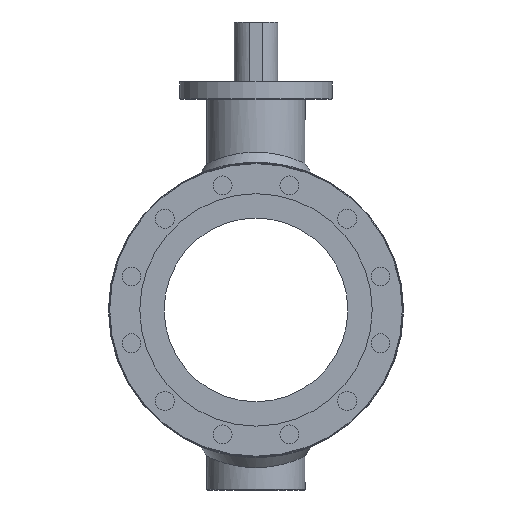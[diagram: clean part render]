
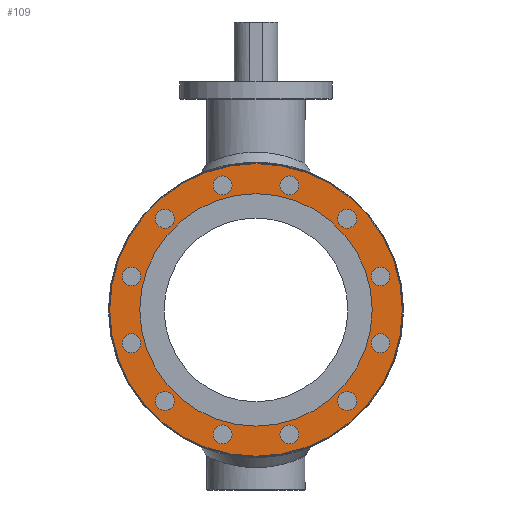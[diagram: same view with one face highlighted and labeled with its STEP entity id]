
A CAD part, left-side view. The second image highlights one B-rep face of the part: STEP entity #109.
In plain terms, the highlighted planar face has unit normal (-1, 0, 0).
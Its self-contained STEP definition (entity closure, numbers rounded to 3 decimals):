
#109 = ADVANCED_FACE( '', ( #300, #301, #302, #303, #304, #305, #306, #307, #308, #309, #310, #311, #312, #313 ), #314, .F. );
#300 = FACE_BOUND( '', #669, .T. );
#301 = FACE_BOUND( '', #670, .T. );
#302 = FACE_BOUND( '', #671, .T. );
#303 = FACE_BOUND( '', #672, .T. );
#304 = FACE_BOUND( '', #673, .T. );
#305 = FACE_BOUND( '', #674, .T. );
#306 = FACE_BOUND( '', #675, .T. );
#307 = FACE_BOUND( '', #676, .T. );
#308 = FACE_BOUND( '', #677, .T. );
#309 = FACE_BOUND( '', #678, .T. );
#310 = FACE_BOUND( '', #679, .T. );
#311 = FACE_BOUND( '', #680, .T. );
#312 = FACE_OUTER_BOUND( '', #681, .T. );
#313 = FACE_BOUND( '', #682, .T. );
#314 = PLANE( '', #683 );
#669 = EDGE_LOOP( '', ( #1319 ) );
#670 = EDGE_LOOP( '', ( #1320 ) );
#671 = EDGE_LOOP( '', ( #1321 ) );
#672 = EDGE_LOOP( '', ( #1322 ) );
#673 = EDGE_LOOP( '', ( #1323 ) );
#674 = EDGE_LOOP( '', ( #1324 ) );
#675 = EDGE_LOOP( '', ( #1325 ) );
#676 = EDGE_LOOP( '', ( #1326 ) );
#677 = EDGE_LOOP( '', ( #1327 ) );
#678 = EDGE_LOOP( '', ( #1328 ) );
#679 = EDGE_LOOP( '', ( #1329 ) );
#680 = EDGE_LOOP( '', ( #1330 ) );
#681 = EDGE_LOOP( '', ( #1331 ) );
#682 = EDGE_LOOP( '', ( #1332 ) );
#683 = AXIS2_PLACEMENT_3D( '', #1333, #1334, #1335 );
#1319 = ORIENTED_EDGE( '', *, *, #1872, .T. );
#1320 = ORIENTED_EDGE( '', *, *, #1873, .T. );
#1321 = ORIENTED_EDGE( '', *, *, #1874, .T. );
#1322 = ORIENTED_EDGE( '', *, *, #1875, .T. );
#1323 = ORIENTED_EDGE( '', *, *, #1876, .T. );
#1324 = ORIENTED_EDGE( '', *, *, #1877, .T. );
#1325 = ORIENTED_EDGE( '', *, *, #1878, .T. );
#1326 = ORIENTED_EDGE( '', *, *, #1879, .T. );
#1327 = ORIENTED_EDGE( '', *, *, #1880, .T. );
#1328 = ORIENTED_EDGE( '', *, *, #1881, .T. );
#1329 = ORIENTED_EDGE( '', *, *, #1882, .T. );
#1330 = ORIENTED_EDGE( '', *, *, #1883, .T. );
#1331 = ORIENTED_EDGE( '', *, *, #1884, .T. );
#1332 = ORIENTED_EDGE( '', *, *, #1885, .F. );
#1333 = CARTESIAN_POINT( '', ( -263.5, 0., 202.5 ) );
#1334 = DIRECTION( '', ( 1., 0., 0. ) );
#1335 = DIRECTION( '', ( 0., 0., -1. ) );
#1872 = EDGE_CURVE( '', #2096, #2096, #2097, .T. );
#1873 = EDGE_CURVE( '', #2098, #2098, #2099, .T. );
#1874 = EDGE_CURVE( '', #2100, #2100, #2101, .T. );
#1875 = EDGE_CURVE( '', #2102, #2102, #2103, .T. );
#1876 = EDGE_CURVE( '', #2104, #2104, #2105, .T. );
#1877 = EDGE_CURVE( '', #2106, #2106, #2107, .T. );
#1878 = EDGE_CURVE( '', #2108, #2108, #2109, .T. );
#1879 = EDGE_CURVE( '', #2110, #2110, #2111, .T. );
#1880 = EDGE_CURVE( '', #2112, #2112, #2113, .T. );
#1881 = EDGE_CURVE( '', #2114, #2114, #2115, .T. );
#1882 = EDGE_CURVE( '', #2116, #2116, #2117, .T. );
#1883 = EDGE_CURVE( '', #2118, #2118, #2119, .T. );
#1884 = EDGE_CURVE( '', #2120, #2120, #2121, .F. );
#1885 = EDGE_CURVE( '', #2122, #2122, #2123, .T. );
#2096 = VERTEX_POINT( '', #2423 );
#2097 = CIRCLE( '', #2424, 13. );
#2098 = VERTEX_POINT( '', #2425 );
#2099 = CIRCLE( '', #2426, 13. );
#2100 = VERTEX_POINT( '', #2427 );
#2101 = CIRCLE( '', #2428, 13. );
#2102 = VERTEX_POINT( '', #2429 );
#2103 = CIRCLE( '', #2430, 13. );
#2104 = VERTEX_POINT( '', #2431 );
#2105 = CIRCLE( '', #2432, 13. );
#2106 = VERTEX_POINT( '', #2433 );
#2107 = CIRCLE( '', #2434, 13. );
#2108 = VERTEX_POINT( '', #2435 );
#2109 = CIRCLE( '', #2436, 13. );
#2110 = VERTEX_POINT( '', #2437 );
#2111 = CIRCLE( '', #2438, 13. );
#2112 = VERTEX_POINT( '', #2439 );
#2113 = CIRCLE( '', #2440, 13. );
#2114 = VERTEX_POINT( '', #2441 );
#2115 = CIRCLE( '', #2442, 13. );
#2116 = VERTEX_POINT( '', #2443 );
#2117 = CIRCLE( '', #2444, 13. );
#2118 = VERTEX_POINT( '', #2445 );
#2119 = CIRCLE( '', #2446, 13. );
#2120 = VERTEX_POINT( '', #2447 );
#2121 = CIRCLE( '', #2448, 201.5 );
#2122 = VERTEX_POINT( '', #2449 );
#2123 = CIRCLE( '', #2450, 160. );
#2423 = CARTESIAN_POINT( '', ( -263.5, 39.44, 160.194 ) );
#2424 = AXIS2_PLACEMENT_3D( '', #3061, #3062, #3063 );
#2425 = CARTESIAN_POINT( '', ( -263.5, 114.253, 119.011 ) );
#2426 = AXIS2_PLACEMENT_3D( '', #3064, #3065, #3066 );
#2427 = CARTESIAN_POINT( '', ( -263.5, 158.452, 45.94 ) );
#2428 = AXIS2_PLACEMENT_3D( '', #3067, #3068, #3069 );
#2429 = CARTESIAN_POINT( '', ( -263.5, 160.194, -39.44 ) );
#2430 = AXIS2_PLACEMENT_3D( '', #3070, #3071, #3072 );
#2431 = CARTESIAN_POINT( '', ( -263.5, 119.011, -114.253 ) );
#2432 = AXIS2_PLACEMENT_3D( '', #3073, #3074, #3075 );
#2433 = CARTESIAN_POINT( '', ( -263.5, 45.94, -158.452 ) );
#2434 = AXIS2_PLACEMENT_3D( '', #3076, #3077, #3078 );
#2435 = CARTESIAN_POINT( '', ( -263.5, -39.44, -160.194 ) );
#2436 = AXIS2_PLACEMENT_3D( '', #3079, #3080, #3081 );
#2437 = CARTESIAN_POINT( '', ( -263.5, -114.253, -119.011 ) );
#2438 = AXIS2_PLACEMENT_3D( '', #3082, #3083, #3084 );
#2439 = CARTESIAN_POINT( '', ( -263.5, -158.452, -45.94 ) );
#2440 = AXIS2_PLACEMENT_3D( '', #3085, #3086, #3087 );
#2441 = CARTESIAN_POINT( '', ( -263.5, -160.194, 39.44 ) );
#2442 = AXIS2_PLACEMENT_3D( '', #3088, #3089, #3090 );
#2443 = CARTESIAN_POINT( '', ( -263.5, -119.011, 114.253 ) );
#2444 = AXIS2_PLACEMENT_3D( '', #3091, #3092, #3093 );
#2445 = CARTESIAN_POINT( '', ( -263.5, -45.94, 158.452 ) );
#2446 = AXIS2_PLACEMENT_3D( '', #3094, #3095, #3096 );
#2447 = CARTESIAN_POINT( '', ( -263.5, 0., -201.5 ) );
#2448 = AXIS2_PLACEMENT_3D( '', #3097, #3098, #3099 );
#2449 = CARTESIAN_POINT( '', ( -263.5, 0., 160. ) );
#2450 = AXIS2_PLACEMENT_3D( '', #3100, #3101, #3102 );
#3061 = CARTESIAN_POINT( '', ( -263.5, 45.94, 171.452 ) );
#3062 = DIRECTION( '', ( 1., 0., 0. ) );
#3063 = DIRECTION( '', ( 0., -0.5, -0.866 ) );
#3064 = CARTESIAN_POINT( '', ( -263.5, 125.511, 125.511 ) );
#3065 = DIRECTION( '', ( 1., 0., 0. ) );
#3066 = DIRECTION( '', ( 0., -0.866, -0.5 ) );
#3067 = CARTESIAN_POINT( '', ( -263.5, 171.452, 45.94 ) );
#3068 = DIRECTION( '', ( 1., 0., 0. ) );
#3069 = DIRECTION( '', ( 0., -1., 0. ) );
#3070 = CARTESIAN_POINT( '', ( -263.5, 171.452, -45.94 ) );
#3071 = DIRECTION( '', ( 1., 0., 0. ) );
#3072 = DIRECTION( '', ( 0., -0.866, 0.5 ) );
#3073 = CARTESIAN_POINT( '', ( -263.5, 125.511, -125.511 ) );
#3074 = DIRECTION( '', ( 1., 0., 0. ) );
#3075 = DIRECTION( '', ( 0., -0.5, 0.866 ) );
#3076 = CARTESIAN_POINT( '', ( -263.5, 45.94, -171.452 ) );
#3077 = DIRECTION( '', ( 1., 0., 0. ) );
#3078 = DIRECTION( '', ( 0., 0., 1. ) );
#3079 = CARTESIAN_POINT( '', ( -263.5, -45.94, -171.452 ) );
#3080 = DIRECTION( '', ( 1., 0., 0. ) );
#3081 = DIRECTION( '', ( 0., 0.5, 0.866 ) );
#3082 = CARTESIAN_POINT( '', ( -263.5, -125.511, -125.511 ) );
#3083 = DIRECTION( '', ( 1., 0., 0. ) );
#3084 = DIRECTION( '', ( 0., 0.866, 0.5 ) );
#3085 = CARTESIAN_POINT( '', ( -263.5, -171.452, -45.94 ) );
#3086 = DIRECTION( '', ( 1., 0., 0. ) );
#3087 = DIRECTION( '', ( 0., 1., 0. ) );
#3088 = CARTESIAN_POINT( '', ( -263.5, -171.452, 45.94 ) );
#3089 = DIRECTION( '', ( 1., 0., 0. ) );
#3090 = DIRECTION( '', ( 0., 0.866, -0.5 ) );
#3091 = CARTESIAN_POINT( '', ( -263.5, -125.511, 125.511 ) );
#3092 = DIRECTION( '', ( 1., 0., 0. ) );
#3093 = DIRECTION( '', ( 0., 0.5, -0.866 ) );
#3094 = CARTESIAN_POINT( '', ( -263.5, -45.94, 171.452 ) );
#3095 = DIRECTION( '', ( 1., 0., 0. ) );
#3096 = DIRECTION( '', ( 0., 0., -1. ) );
#3097 = CARTESIAN_POINT( '', ( -263.5, 0., 0. ) );
#3098 = DIRECTION( '', ( 1., 0., 0. ) );
#3099 = DIRECTION( '', ( 0., 0., -1. ) );
#3100 = CARTESIAN_POINT( '', ( -263.5, 0., 0. ) );
#3101 = DIRECTION( '', ( -1., 0., 0. ) );
#3102 = DIRECTION( '', ( 0., 0., 1. ) );
